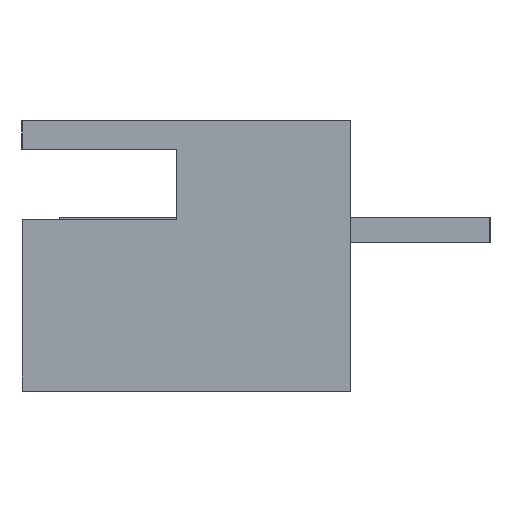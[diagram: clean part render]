
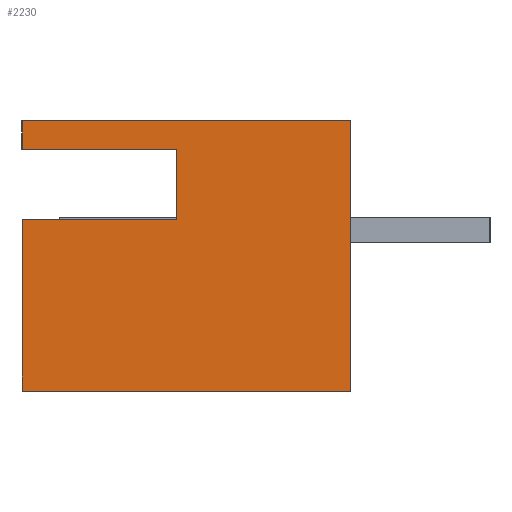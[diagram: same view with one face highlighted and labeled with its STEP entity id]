
A CAD part, left-side view. The second image highlights one B-rep face of the part: STEP entity #2230.
In plain terms, the highlighted planar face has unit normal (-1, 0, 0).
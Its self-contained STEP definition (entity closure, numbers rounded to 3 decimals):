
#104=FACE_OUTER_BOUND('',#228,.T.);
#228=EDGE_LOOP('',(#1651,#1652,#1653,#1654,#1655,#1656,#1657,#1658));
#445=LINE('',#3257,#751);
#449=LINE('',#3264,#755);
#468=LINE('',#3305,#774);
#475=LINE('',#3318,#781);
#478=LINE('',#3323,#784);
#479=LINE('',#3325,#785);
#480=LINE('',#3327,#786);
#481=LINE('',#3328,#787);
#751=VECTOR('',#2659,10.);
#755=VECTOR('',#2665,10.);
#774=VECTOR('',#2694,10.);
#781=VECTOR('',#2705,10.);
#784=VECTOR('',#2710,10.);
#785=VECTOR('',#2711,10.);
#786=VECTOR('',#2712,10.);
#787=VECTOR('',#2713,10.);
#1017=VERTEX_POINT('',#3254);
#1018=VERTEX_POINT('',#3256);
#1020=VERTEX_POINT('',#3262);
#1036=VERTEX_POINT('',#3302);
#1037=VERTEX_POINT('',#3304);
#1041=VERTEX_POINT('',#3316);
#1043=VERTEX_POINT('',#3324);
#1044=VERTEX_POINT('',#3326);
#1261=EDGE_CURVE('',#1018,#1017,#445,.T.);
#1265=EDGE_CURVE('',#1017,#1020,#449,.T.);
#1284=EDGE_CURVE('',#1036,#1037,#468,.T.);
#1291=EDGE_CURVE('',#1041,#1020,#475,.T.);
#1294=EDGE_CURVE('',#1036,#1018,#478,.T.);
#1295=EDGE_CURVE('',#1043,#1041,#479,.T.);
#1296=EDGE_CURVE('',#1044,#1043,#480,.T.);
#1297=EDGE_CURVE('',#1044,#1037,#481,.T.);
#1651=ORIENTED_EDGE('',*,*,#1294,.T.);
#1652=ORIENTED_EDGE('',*,*,#1261,.T.);
#1653=ORIENTED_EDGE('',*,*,#1265,.T.);
#1654=ORIENTED_EDGE('',*,*,#1291,.F.);
#1655=ORIENTED_EDGE('',*,*,#1295,.F.);
#1656=ORIENTED_EDGE('',*,*,#1296,.F.);
#1657=ORIENTED_EDGE('',*,*,#1297,.T.);
#1658=ORIENTED_EDGE('',*,*,#1284,.F.);
#2106=PLANE('',#2378);
#2230=ADVANCED_FACE('',(#104),#2106,.T.);
#2378=AXIS2_PLACEMENT_3D('',#3322,#2708,#2709);
#2659=DIRECTION('',(0.,0.,-1.));
#2665=DIRECTION('',(0.,1.,0.));
#2694=DIRECTION('',(0.,0.,1.));
#2705=DIRECTION('',(0.,0.,1.));
#2708=DIRECTION('center_axis',(-1.,0.,0.));
#2709=DIRECTION('ref_axis',(0.,0.,1.));
#2710=DIRECTION('',(0.,-1.,0.));
#2711=DIRECTION('',(0.,1.,0.));
#2712=DIRECTION('',(0.,0.,-1.));
#2713=DIRECTION('',(0.,1.,0.));
#3254=CARTESIAN_POINT('',(-13.735,3.7,0.78));
#3256=CARTESIAN_POINT('',(-13.735,3.7,2.28));
#3257=CARTESIAN_POINT('',(-13.735,3.7,-1.05));
#3262=CARTESIAN_POINT('',(-13.735,7.,0.78));
#3264=CARTESIAN_POINT('',(-13.735,3.5,0.78));
#3302=CARTESIAN_POINT('',(-13.735,7.,2.28));
#3304=CARTESIAN_POINT('',(-13.735,7.,2.88));
#3305=CARTESIAN_POINT('',(-13.735,7.,2.88));
#3316=CARTESIAN_POINT('',(-13.735,7.,-2.88));
#3318=CARTESIAN_POINT('',(-13.735,7.,2.88));
#3322=CARTESIAN_POINT('Origin',(-13.735,0.,-2.88));
#3323=CARTESIAN_POINT('',(-13.735,1.85,2.28));
#3324=CARTESIAN_POINT('',(-13.735,0.,-2.88));
#3325=CARTESIAN_POINT('',(-13.735,0.,-2.88));
#3326=CARTESIAN_POINT('',(-13.735,0.,2.88));
#3327=CARTESIAN_POINT('',(-13.735,0.,2.88));
#3328=CARTESIAN_POINT('',(-13.735,0.,2.88));
